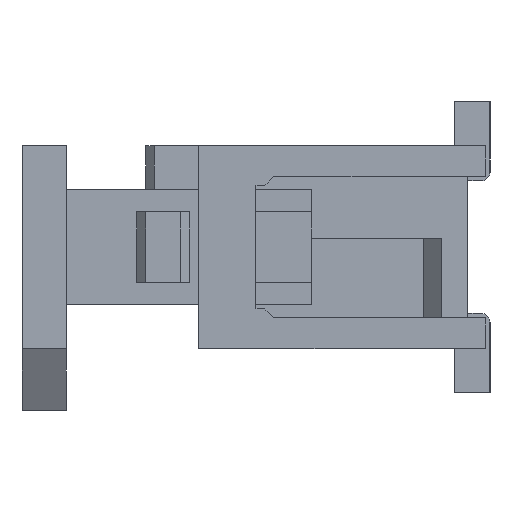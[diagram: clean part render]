
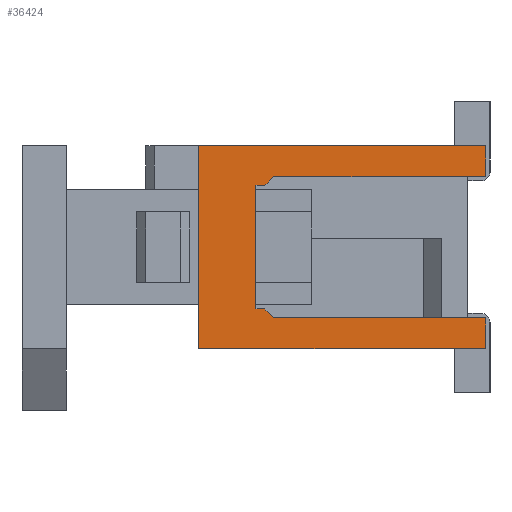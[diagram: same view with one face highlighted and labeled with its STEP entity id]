
A CAD part, left-side view. The second image highlights one B-rep face of the part: STEP entity #36424.
In plain terms, the highlighted planar face has unit normal (-1, 0, 0).
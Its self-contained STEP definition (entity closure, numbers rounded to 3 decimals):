
#6673=DIRECTION('',(0.,0.,-1.));
#6674=VECTOR('',#6673,2.3);
#6675=CARTESIAN_POINT('',(-12.45,3.3,1.15));
#6676=LINE('',#6675,#6674);
#7189=DIRECTION('',(0.,1.,0.));
#7190=VECTOR('',#7189,2.4);
#7191=CARTESIAN_POINT('',(-12.45,0.05,-0.8));
#7192=LINE('',#7191,#7190);
#7262=DIRECTION('',(0.,-1.,0.));
#7263=VECTOR('',#7262,2.4);
#7264=CARTESIAN_POINT('',(-12.45,2.45,0.8));
#7265=LINE('',#7264,#7263);
#7373=DIRECTION('',(0.,0.707,-0.707));
#7374=VECTOR('',#7373,0.141);
#7375=CARTESIAN_POINT('',(-12.45,2.45,0.8));
#7376=LINE('',#7375,#7374);
#7377=DIRECTION('',(0.,1.,0.));
#7378=VECTOR('',#7377,0.1);
#7379=CARTESIAN_POINT('',(-12.45,2.55,0.7));
#7380=LINE('',#7379,#7378);
#7381=DIRECTION('',(0.,0.,-1.));
#7382=VECTOR('',#7381,1.4);
#7383=CARTESIAN_POINT('',(-12.45,2.65,0.7));
#7384=LINE('',#7383,#7382);
#7385=DIRECTION('',(0.,-1.,0.));
#7386=VECTOR('',#7385,0.1);
#7387=CARTESIAN_POINT('',(-12.45,2.65,-0.7));
#7388=LINE('',#7387,#7386);
#7389=DIRECTION('',(0.,-0.707,-0.707));
#7390=VECTOR('',#7389,0.141);
#7391=CARTESIAN_POINT('',(-12.45,2.55,-0.7));
#7392=LINE('',#7391,#7390);
#7393=DIRECTION('',(0.,0.,-1.));
#7394=VECTOR('',#7393,0.35);
#7395=CARTESIAN_POINT('',(-12.45,0.05,-0.8));
#7396=LINE('',#7395,#7394);
#7397=DIRECTION('',(0.,1.,0.));
#7398=VECTOR('',#7397,3.25);
#7399=CARTESIAN_POINT('',(-12.45,0.05,-1.15));
#7400=LINE('',#7399,#7398);
#7401=DIRECTION('',(0.,-1.,0.));
#7402=VECTOR('',#7401,3.25);
#7403=CARTESIAN_POINT('',(-12.45,3.3,1.15));
#7404=LINE('',#7403,#7402);
#7405=DIRECTION('',(0.,0.,-1.));
#7406=VECTOR('',#7405,0.35);
#7407=CARTESIAN_POINT('',(-12.45,0.05,1.15));
#7408=LINE('',#7407,#7406);
#22465=CARTESIAN_POINT('',(-12.45,0.05,-0.8));
#22466=CARTESIAN_POINT('',(-12.45,0.05,-1.15));
#22467=VERTEX_POINT('',#22465);
#22468=VERTEX_POINT('',#22466);
#22469=CARTESIAN_POINT('',(-12.45,3.3,-1.15));
#22470=VERTEX_POINT('',#22469);
#22477=CARTESIAN_POINT('',(-12.45,0.05,1.15));
#22478=CARTESIAN_POINT('',(-12.45,0.05,0.8));
#22479=VERTEX_POINT('',#22477);
#22480=VERTEX_POINT('',#22478);
#22525=CARTESIAN_POINT('',(-12.45,3.3,1.15));
#22526=VERTEX_POINT('',#22525);
#22529=CARTESIAN_POINT('',(-12.45,2.45,0.8));
#22530=CARTESIAN_POINT('',(-12.45,2.55,0.7));
#22531=VERTEX_POINT('',#22529);
#22532=VERTEX_POINT('',#22530);
#22533=CARTESIAN_POINT('',(-12.45,2.65,0.7));
#22534=VERTEX_POINT('',#22533);
#22535=CARTESIAN_POINT('',(-12.45,2.65,-0.7));
#22536=VERTEX_POINT('',#22535);
#22537=CARTESIAN_POINT('',(-12.45,2.55,-0.7));
#22538=VERTEX_POINT('',#22537);
#22539=CARTESIAN_POINT('',(-12.45,2.45,-0.8));
#22540=VERTEX_POINT('',#22539);
#36400=CARTESIAN_POINT('',(-12.45,0.,0.));
#36401=DIRECTION('',(1.,0.,0.));
#36402=DIRECTION('',(0.,0.,-1.));
#36403=AXIS2_PLACEMENT_3D('',#36400,#36401,#36402);
#36404=PLANE('',#36403);
#36405=ORIENTED_EDGE('',*,*,#36214,.F.);
#36407=ORIENTED_EDGE('',*,*,#36406,.T.);
#36409=ORIENTED_EDGE('',*,*,#36408,.T.);
#36411=ORIENTED_EDGE('',*,*,#36410,.T.);
#36413=ORIENTED_EDGE('',*,*,#36412,.T.);
#36415=ORIENTED_EDGE('',*,*,#36414,.T.);
#36416=ORIENTED_EDGE('',*,*,#36141,.F.);
#36417=ORIENTED_EDGE('',*,*,#36380,.T.);
#36418=ORIENTED_EDGE('',*,*,#32182,.T.);
#36419=ORIENTED_EDGE('',*,*,#35278,.F.);
#36420=ORIENTED_EDGE('',*,*,#34596,.T.);
#36421=ORIENTED_EDGE('',*,*,#36253,.T.);
#36422=EDGE_LOOP('',(#36405,#36407,#36409,#36411,#36413,#36415,#36416,#36417,
#36418,#36419,#36420,#36421));
#36423=FACE_OUTER_BOUND('',#36422,.F.);
#36424=ADVANCED_FACE('',(#36423),#36404,.F.);
#32182=EDGE_CURVE('',#22468,#22470,#7400,.T.);
#34596=EDGE_CURVE('',#22526,#22479,#7404,.T.);
#35278=EDGE_CURVE('',#22526,#22470,#6676,.T.);
#36141=EDGE_CURVE('',#22467,#22540,#7192,.T.);
#36214=EDGE_CURVE('',#22531,#22480,#7265,.T.);
#36253=EDGE_CURVE('',#22479,#22480,#7408,.T.);
#36380=EDGE_CURVE('',#22467,#22468,#7396,.T.);
#36406=EDGE_CURVE('',#22531,#22532,#7376,.T.);
#36408=EDGE_CURVE('',#22532,#22534,#7380,.T.);
#36410=EDGE_CURVE('',#22534,#22536,#7384,.T.);
#36412=EDGE_CURVE('',#22536,#22538,#7388,.T.);
#36414=EDGE_CURVE('',#22538,#22540,#7392,.T.);
